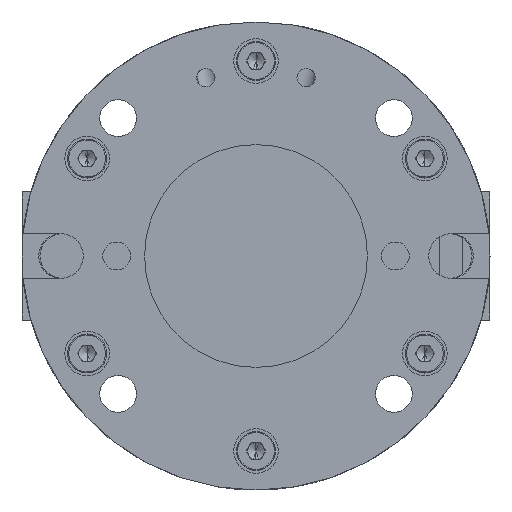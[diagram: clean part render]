
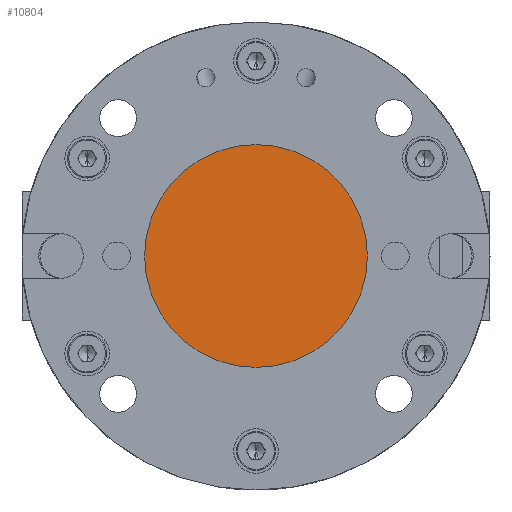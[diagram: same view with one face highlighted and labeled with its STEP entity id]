
A CAD part, front view. The second image highlights one B-rep face of the part: STEP entity #10804.
In plain terms, the highlighted planar face has unit normal (0, -1, 0).
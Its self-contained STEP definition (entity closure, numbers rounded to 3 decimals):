
#1217 = CARTESIAN_POINT ( 'NONE',  ( 0., 1., 0. ) ) ;
#1228 = DIRECTION ( 'NONE',  ( 0., -1., 0. ) ) ;
#1229 = DIRECTION ( 'NONE',  ( 0., 0., -1. ) ) ;
#4543 = CARTESIAN_POINT ( 'NONE',  ( 0., 1., 0. ) ) ;
#4544 = PLANE ( 'NONE',  #9636 ) ;
#4547 = DIRECTION ( 'NONE',  ( 0., -1., 0. ) ) ;
#4549 = DIRECTION ( 'NONE',  ( 0., 0., -1. ) ) ;
#6776 = AXIS2_PLACEMENT_3D ( 'NONE', #13514, #13515, #13516 ) ;
#9333 = CIRCLE ( 'NONE', #6776, 20. ) ;
#9622 = AXIS2_PLACEMENT_3D ( 'NONE', #1217, #1228, #1229 ) ;
#9636 = AXIS2_PLACEMENT_3D ( 'NONE', #4543, #4547, #4549 ) ;
#9833 = EDGE_CURVE ( 'NONE', #15547, #15548, #12931, .T. ) ;
#10804 = ADVANCED_FACE ( 'NONE', ( #12961 ), #4544, .T. ) ;
#12931 = CIRCLE ( 'NONE', #9622, 20. ) ;
#12961 = FACE_OUTER_BOUND ( 'NONE', #16560, .T. ) ;
#13514 = CARTESIAN_POINT ( 'NONE',  ( 0., 1., 0. ) ) ;
#13515 = DIRECTION ( 'NONE',  ( 0., -1., 0. ) ) ;
#13516 = DIRECTION ( 'NONE',  ( 0., 0., -1. ) ) ;
#14841 = ORIENTED_EDGE ( 'NONE', *, *, #18172, .T. ) ;
#15091 = ORIENTED_EDGE ( 'NONE', *, *, #9833, .T. ) ;
#15547 = VERTEX_POINT ( 'NONE', #17454 ) ;
#15548 = VERTEX_POINT ( 'NONE', #17455 ) ;
#16560 = EDGE_LOOP ( 'NONE', ( #14841, #15091 ) ) ;
#17454 = CARTESIAN_POINT ( 'NONE',  ( 0., 1., 20. ) ) ;
#17455 = CARTESIAN_POINT ( 'NONE',  ( 0., 1., -20. ) ) ;
#18172 = EDGE_CURVE ( 'NONE', #15548, #15547, #9333, .T. ) ;
